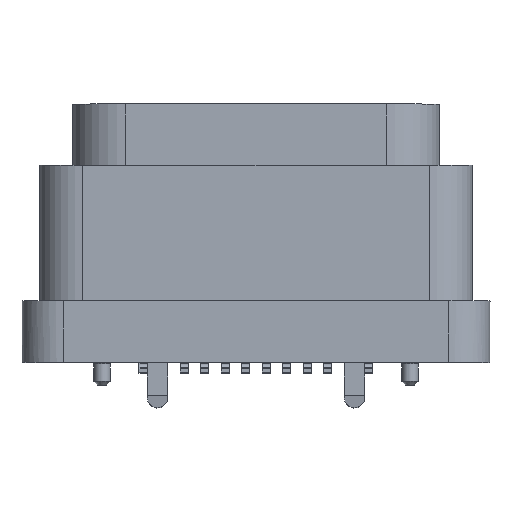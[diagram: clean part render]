
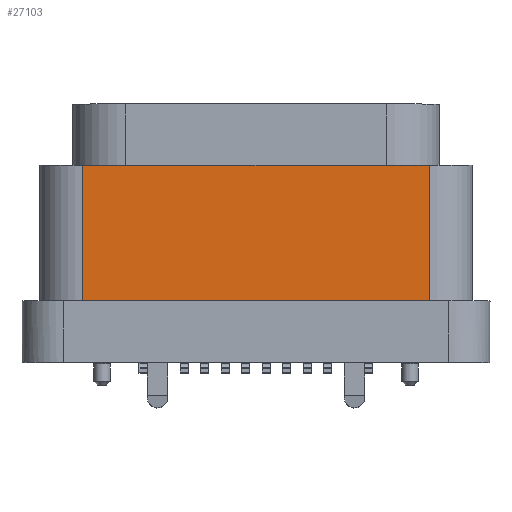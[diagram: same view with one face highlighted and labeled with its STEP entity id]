
A CAD part, top view. The second image highlights one B-rep face of the part: STEP entity #27103.
In plain terms, the highlighted planar face has unit normal (0, 0, 1).
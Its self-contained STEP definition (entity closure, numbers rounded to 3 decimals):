
#281=PLANE('',#28326);
#1695=LINE('',#36627,#4138);
#1705=LINE('',#36659,#4148);
#1706=LINE('',#36661,#4149);
#1707=LINE('',#36663,#4150);
#4138=VECTOR('',#30997,1000.);
#4148=VECTOR('',#31029,1000.);
#4149=VECTOR('',#31032,1000.);
#4150=VECTOR('',#31033,1000.);
#8165=ORIENTED_EDGE('',*,*,#13160,.F.);
#8166=ORIENTED_EDGE('',*,*,#13161,.T.);
#8167=ORIENTED_EDGE('',*,*,#13162,.T.);
#8168=ORIENTED_EDGE('',*,*,#13144,.T.);
#13144=EDGE_CURVE('',#15791,#15790,#1695,.T.);
#13160=EDGE_CURVE('',#15801,#15790,#1705,.T.);
#13161=EDGE_CURVE('',#15801,#15802,#1706,.T.);
#13162=EDGE_CURVE('',#15802,#15791,#1707,.T.);
#15790=VERTEX_POINT('',#36626);
#15791=VERTEX_POINT('',#36628);
#15801=VERTEX_POINT('',#36658);
#15802=VERTEX_POINT('',#36662);
#17483=EDGE_LOOP('',(#8165,#8166,#8167,#8168));
#18594=FACE_BOUND('',#17483,.T.);
#27103=ADVANCED_FACE('',(#18594),#281,.T.);
#28326=AXIS2_PLACEMENT_3D('',#36660,#31030,#31031);
#30997=DIRECTION('',(0.998,0.06,0.));
#31029=DIRECTION('',(0.06,-0.998,0.));
#31030=DIRECTION('',(0.,0.,1.));
#31031=DIRECTION('',(-0.998,-0.06,0.));
#31032=DIRECTION('',(-0.998,-0.06,0.));
#31033=DIRECTION('',(0.06,-0.998,0.));
#36626=CARTESIAN_POINT('',(47.164,-14.148,0.451));
#36627=CARTESIAN_POINT('',(42.946,-14.4,0.451));
#36628=CARTESIAN_POINT('',(38.729,-14.652,0.451));
#36658=CARTESIAN_POINT('',(46.967,-10.854,0.451));
#36659=CARTESIAN_POINT('',(46.963,-10.788,0.451));
#36660=CARTESIAN_POINT('',(42.848,-12.753,0.451));
#36661=CARTESIAN_POINT('',(42.75,-11.106,0.451));
#36662=CARTESIAN_POINT('',(38.532,-11.357,0.451));
#36663=CARTESIAN_POINT('',(38.631,-13.005,0.451));
